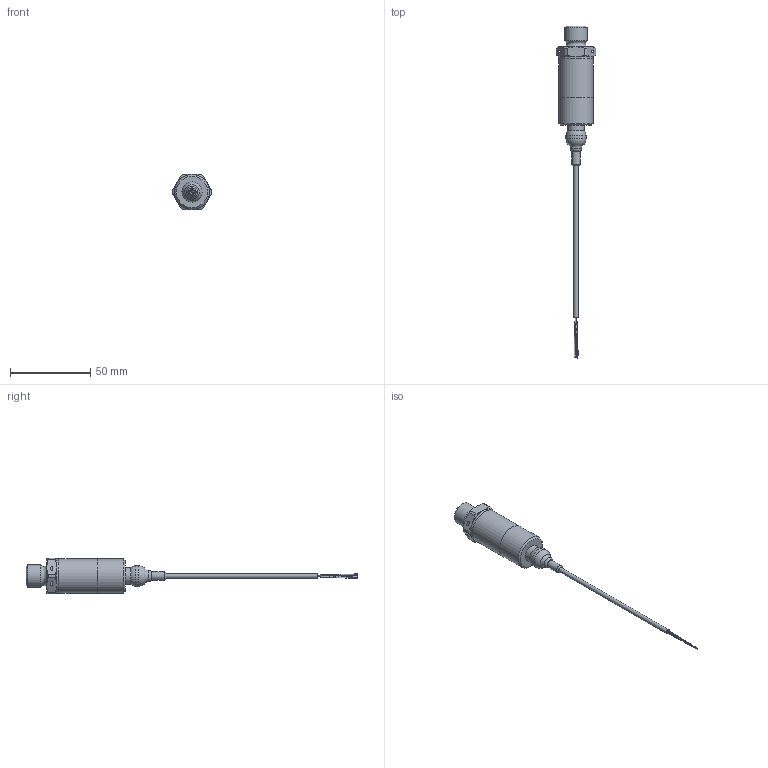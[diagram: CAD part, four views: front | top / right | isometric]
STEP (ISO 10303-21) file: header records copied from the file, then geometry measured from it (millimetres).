
FILE_DESCRIPTION (( 'STEP AP214' ), '1' );
FILE_NAME ('PHA220 (sortie câble).STEP', '2022-04-15T10:30:43', ( '' ), ( '' ), 'SwSTEP 2.0', 'SolidWorks 2015', '' );
FILE_SCHEMA (( 'AUTOMOTIVE_DESIGN' ));
Length unit declared in the file: millimetre
Products named in the file (1): PHA220 (sortie câble)
Bounding box: 24.49 x 206.83 x 22 mm (x, y, z)
Surface area: 6968.6 mm2 (no closed solid volume)
Topology: 0 solids, 6 shells, 57 faces, 136 edges, 85 vertices
Faces by surface type: cylinder 17, cone 17, plane 12, torus 7, bspline 4
Full cylindrical faces by diameter (mm): 1.5 x2, 2.8 x1, 5 x1, 6 x1, 10.6 x1, 12.6 x1, 14 x1, 21.6 x3
Entity records: 2422 total; most frequent: CARTESIAN_POINT 612, DIRECTION 246, ORIENTED_EDGE 191, AXIS2_PLACEMENT_3D 117, EDGE_CURVE 103, EDGE_LOOP 97, FACE_OUTER_BOUND 79, VERTEX_POINT 79
